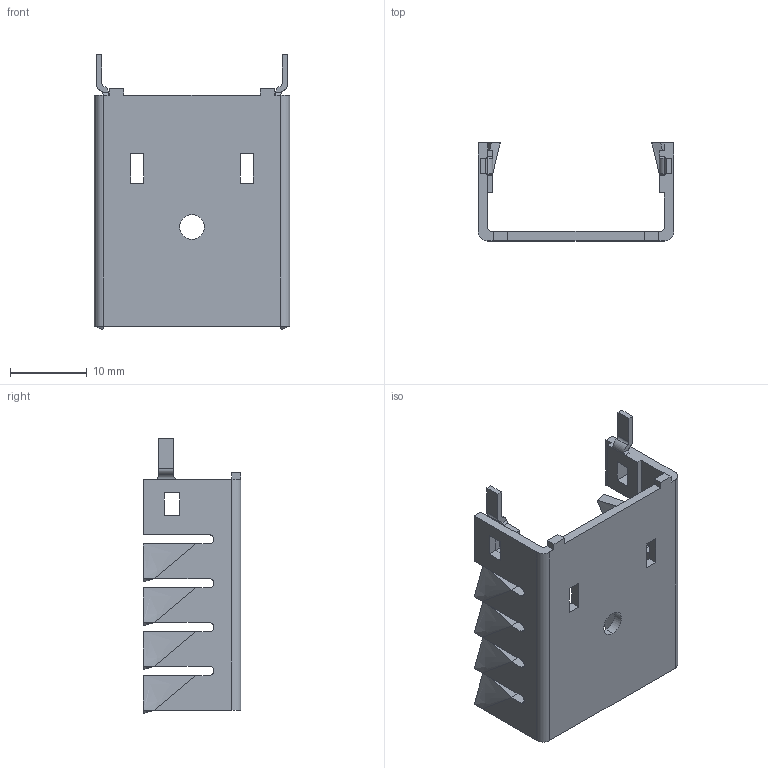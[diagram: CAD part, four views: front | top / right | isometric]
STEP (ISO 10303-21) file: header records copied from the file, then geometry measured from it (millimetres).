
FILE_DESCRIPTION(('STEP AP242'),'1');
FILE_NAME('v8502a.stp','2023-05-12T06:36:21',('TraceParts'),('TraceParts S.A.'),'Spatial InterOp 3D',' ',' ');
FILE_SCHEMA(('AP242_MANAGED_MODEL_BASED_3D_ENGINEERING_MIM_LF {1 0 10303 442 1 1 4}'));
Length unit declared in the file: millimetre
Products named in the file (1): v8502a_1
Bounding box: 25.4 x 12.71 x 35.72 mm (x, y, z)
Volume: 1646 mm3; surface area: 3236.1 mm2
Topology: 3 solids, 3 shells, 149 faces, 403 edges, 260 vertices
Faces by surface type: plane 87, bspline 32, cylinder 30
Entity records: 5342 total; most frequent: CARTESIAN_POINT 1685, ORIENTED_EDGE 806, DIRECTION 663, EDGE_CURVE 403, LINE 303, VECTOR 303, VERTEX_POINT 260, AXIS2_PLACEMENT_3D 180
